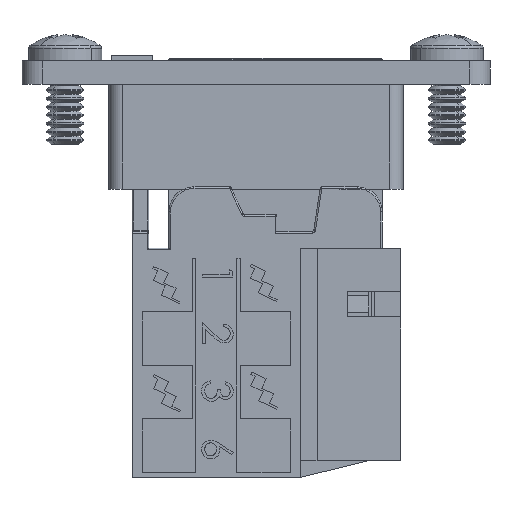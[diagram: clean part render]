
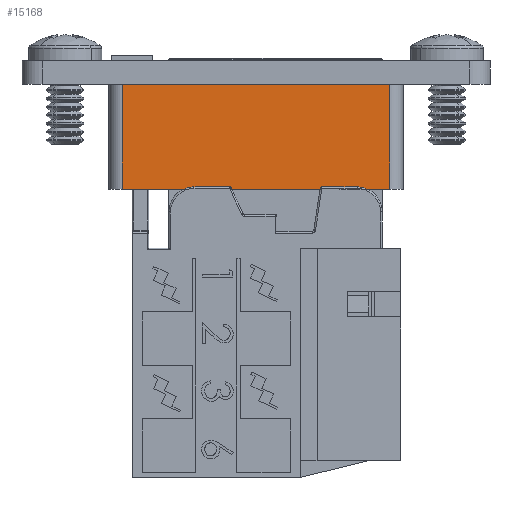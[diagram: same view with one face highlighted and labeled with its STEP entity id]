
A CAD part, left-side view. The second image highlights one B-rep face of the part: STEP entity #15168.
In plain terms, the highlighted planar face has unit normal (-1, 0, 0).
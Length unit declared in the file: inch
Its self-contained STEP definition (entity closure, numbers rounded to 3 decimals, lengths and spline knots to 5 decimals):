
#2462 = CARTESIAN_POINT ( 'NONE',  ( -0.33, -0.4, -0.07 ) ) ;
#2463 = CARTESIAN_POINT ( 'NONE',  ( -0.33, 0.4, -0.07 ) ) ;
#2469 = CARTESIAN_POINT ( 'NONE',  ( -0.33, 0.4, -0.384 ) ) ;
#2472 = CARTESIAN_POINT ( 'NONE',  ( -0.33, -0.4, -0.384 ) ) ;
#7068 = LINE ( 'NONE', #8757, #7072 ) ;
#7072 = VECTOR ( 'NONE', #8755, 39.37008 ) ;
#7108 = LINE ( 'NONE', #8805, #7111 ) ;
#7110 = LINE ( 'NONE', #8807, #7113 ) ;
#7111 = VECTOR ( 'NONE', #8806, 39.37008 ) ;
#7112 = LINE ( 'NONE', #8809, #7115 ) ;
#7113 = VECTOR ( 'NONE', #8808, 39.37008 ) ;
#7115 = VECTOR ( 'NONE', #8810, 39.37008 ) ;
#8755 = DIRECTION ( 'NONE',  ( 0., 1., 0. ) ) ;
#8757 = CARTESIAN_POINT ( 'NONE',  ( -0.33, 0.44, -0.07 ) ) ;
#8805 = CARTESIAN_POINT ( 'NONE',  ( -0.33, 0.44, -0.384 ) ) ;
#8806 = DIRECTION ( 'NONE',  ( 0., -1., 0. ) ) ;
#8807 = CARTESIAN_POINT ( 'NONE',  ( -0.33, -0.4, -1.868 ) ) ;
#8808 = DIRECTION ( 'NONE',  ( 0., 0., 1. ) ) ;
#8809 = CARTESIAN_POINT ( 'NONE',  ( -0.33, 0.4, -1.868 ) ) ;
#8810 = DIRECTION ( 'NONE',  ( 0., 0., -1. ) ) ;
#15168 = ADVANCED_FACE ( 'NONE', ( #32498 ), #33841, .F. ) ;
#19561 = VERTEX_POINT ( 'NONE', #2462 ) ;
#19562 = VERTEX_POINT ( 'NONE', #2463 ) ;
#19568 = VERTEX_POINT ( 'NONE', #2469 ) ;
#19571 = VERTEX_POINT ( 'NONE', #2472 ) ;
#21348 = EDGE_CURVE ( 'NONE', #19561, #19562, #7068, .T. ) ;
#21369 = EDGE_CURVE ( 'NONE', #19568, #19571, #7108, .T. ) ;
#21370 = EDGE_CURVE ( 'NONE', #19571, #19561, #7110, .T. ) ;
#21371 = EDGE_CURVE ( 'NONE', #19562, #19568, #7112, .T. ) ;
#32498 = FACE_OUTER_BOUND ( 'NONE', #36185, .T. ) ;
#33839 = CARTESIAN_POINT ( 'NONE',  ( -0.33, 0.44, -1.868 ) ) ;
#33841 = PLANE ( 'NONE',  #34642 ) ;
#33844 = DIRECTION ( 'NONE',  ( 1., 0., 0. ) ) ;
#33845 = DIRECTION ( 'NONE',  ( 0., 1., 0. ) ) ;
#34642 = AXIS2_PLACEMENT_3D ( 'NONE', #33839, #33844, #33845 ) ;
#35473 = ORIENTED_EDGE ( 'NONE', *, *, #21369, .T. ) ;
#35476 = ORIENTED_EDGE ( 'NONE', *, *, #21371, .T. ) ;
#35598 = ORIENTED_EDGE ( 'NONE', *, *, #21348, .T. ) ;
#35599 = ORIENTED_EDGE ( 'NONE', *, *, #21370, .T. ) ;
#36185 = EDGE_LOOP ( 'NONE', ( #35473, #35599, #35598, #35476 ) ) ;
